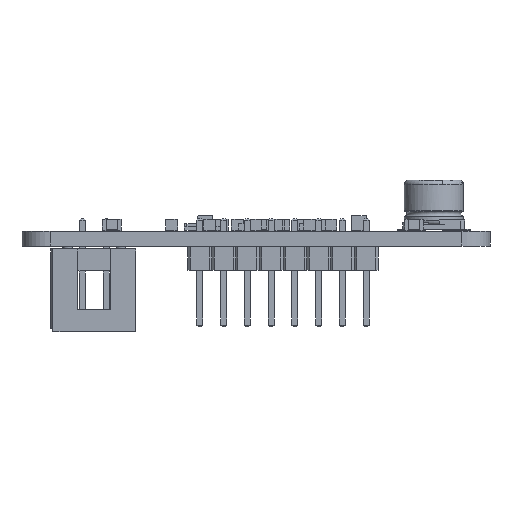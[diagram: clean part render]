
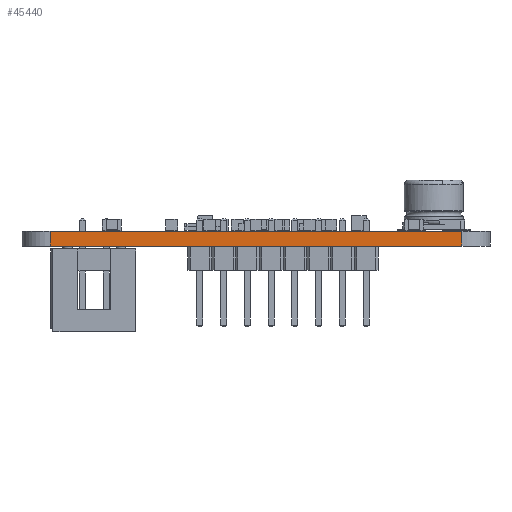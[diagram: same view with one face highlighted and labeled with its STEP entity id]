
A CAD part, front view. The second image highlights one B-rep face of the part: STEP entity #45440.
In plain terms, the highlighted planar face has unit normal (0, -1, 0).
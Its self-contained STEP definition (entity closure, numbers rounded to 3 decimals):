
#42440 = PLANE('',#42441);
#42441 = AXIS2_PLACEMENT_3D('',#42442,#42443,#42444);
#42442 = CARTESIAN_POINT('',(93.639,-113.097,1.6));
#42443 = DIRECTION('',(0.,0.,1.));
#42444 = DIRECTION('',(1.,0.,0.));
#42494 = PLANE('',#42495);
#42495 = AXIS2_PLACEMENT_3D('',#42496,#42497,#42498);
#42496 = CARTESIAN_POINT('',(93.639,-113.097,0.));
#42497 = DIRECTION('',(0.,0.,1.));
#42498 = DIRECTION('',(1.,0.,0.));
#42776 = VERTEX_POINT('',#42777);
#42777 = CARTESIAN_POINT('',(72.,-135.5,0.));
#42792 = CYLINDRICAL_SURFACE('',#42793,3.);
#42793 = AXIS2_PLACEMENT_3D('',#42794,#42795,#42796);
#42794 = CARTESIAN_POINT('',(72.,-132.5,0.));
#42795 = DIRECTION('',(0.,0.,-1.));
#42796 = DIRECTION('',(1.,0.,0.));
#42804 = EDGE_CURVE('',#42776,#42805,#42807,.T.);
#42805 = VERTEX_POINT('',#42806);
#42806 = CARTESIAN_POINT('',(116.,-135.5,0.));
#42807 = SURFACE_CURVE('',#42808,(#42812,#42819),.PCURVE_S1.);
#42808 = LINE('',#42809,#42810);
#42809 = CARTESIAN_POINT('',(72.,-135.5,0.));
#42810 = VECTOR('',#42811,1.);
#42811 = DIRECTION('',(1.,0.,0.));
#42812 = PCURVE('',#42494,#42813);
#42813 = DEFINITIONAL_REPRESENTATION('',(#42814),#42818);
#42814 = LINE('',#42815,#42816);
#42815 = CARTESIAN_POINT('',(-21.639,-22.403));
#42816 = VECTOR('',#42817,1.);
#42817 = DIRECTION('',(1.,0.));
#42818 = ( GEOMETRIC_REPRESENTATION_CONTEXT(2) 
PARAMETRIC_REPRESENTATION_CONTEXT() REPRESENTATION_CONTEXT('2D SPACE',''
  ) );
#42819 = PCURVE('',#42820,#42825);
#42820 = PLANE('',#42821);
#42821 = AXIS2_PLACEMENT_3D('',#42822,#42823,#42824);
#42822 = CARTESIAN_POINT('',(72.,-135.5,0.));
#42823 = DIRECTION('',(0.,1.,0.));
#42824 = DIRECTION('',(1.,0.,0.));
#42825 = DEFINITIONAL_REPRESENTATION('',(#42826),#42830);
#42826 = LINE('',#42827,#42828);
#42827 = CARTESIAN_POINT('',(0.,0.));
#42828 = VECTOR('',#42829,1.);
#42829 = DIRECTION('',(1.,0.));
#42830 = ( GEOMETRIC_REPRESENTATION_CONTEXT(2) 
PARAMETRIC_REPRESENTATION_CONTEXT() REPRESENTATION_CONTEXT('2D SPACE',''
  ) );
#42849 = CYLINDRICAL_SURFACE('',#42850,3.);
#42850 = AXIS2_PLACEMENT_3D('',#42851,#42852,#42853);
#42851 = CARTESIAN_POINT('',(116.,-132.5,0.));
#42852 = DIRECTION('',(0.,0.,-1.));
#42853 = DIRECTION('',(1.,0.,0.));
#44124 = VERTEX_POINT('',#44125);
#44125 = CARTESIAN_POINT('',(72.,-135.5,1.6));
#44147 = EDGE_CURVE('',#44124,#44148,#44150,.T.);
#44148 = VERTEX_POINT('',#44149);
#44149 = CARTESIAN_POINT('',(116.,-135.5,1.6));
#44150 = SURFACE_CURVE('',#44151,(#44155,#44162),.PCURVE_S1.);
#44151 = LINE('',#44152,#44153);
#44152 = CARTESIAN_POINT('',(72.,-135.5,1.6));
#44153 = VECTOR('',#44154,1.);
#44154 = DIRECTION('',(1.,0.,0.));
#44155 = PCURVE('',#42440,#44156);
#44156 = DEFINITIONAL_REPRESENTATION('',(#44157),#44161);
#44157 = LINE('',#44158,#44159);
#44158 = CARTESIAN_POINT('',(-21.639,-22.403));
#44159 = VECTOR('',#44160,1.);
#44160 = DIRECTION('',(1.,0.));
#44161 = ( GEOMETRIC_REPRESENTATION_CONTEXT(2) 
PARAMETRIC_REPRESENTATION_CONTEXT() REPRESENTATION_CONTEXT('2D SPACE',''
  ) );
#44162 = PCURVE('',#42820,#44163);
#44163 = DEFINITIONAL_REPRESENTATION('',(#44164),#44168);
#44164 = LINE('',#44165,#44166);
#44165 = CARTESIAN_POINT('',(0.,-1.6));
#44166 = VECTOR('',#44167,1.);
#44167 = DIRECTION('',(1.,0.));
#44168 = ( GEOMETRIC_REPRESENTATION_CONTEXT(2) 
PARAMETRIC_REPRESENTATION_CONTEXT() REPRESENTATION_CONTEXT('2D SPACE',''
  ) );
#45390 = EDGE_CURVE('',#42805,#44148,#45391,.T.);
#45391 = SURFACE_CURVE('',#45392,(#45396,#45403),.PCURVE_S1.);
#45392 = LINE('',#45393,#45394);
#45393 = CARTESIAN_POINT('',(116.,-135.5,0.));
#45394 = VECTOR('',#45395,1.);
#45395 = DIRECTION('',(0.,0.,1.));
#45396 = PCURVE('',#42849,#45397);
#45397 = DEFINITIONAL_REPRESENTATION('',(#45398),#45402);
#45398 = LINE('',#45399,#45400);
#45399 = CARTESIAN_POINT('',(-4.712,0.));
#45400 = VECTOR('',#45401,1.);
#45401 = DIRECTION('',(0.,-1.));
#45402 = ( GEOMETRIC_REPRESENTATION_CONTEXT(2) 
PARAMETRIC_REPRESENTATION_CONTEXT() REPRESENTATION_CONTEXT('2D SPACE',''
  ) );
#45403 = PCURVE('',#42820,#45404);
#45404 = DEFINITIONAL_REPRESENTATION('',(#45405),#45409);
#45405 = LINE('',#45406,#45407);
#45406 = CARTESIAN_POINT('',(44.,0.));
#45407 = VECTOR('',#45408,1.);
#45408 = DIRECTION('',(0.,-1.));
#45409 = ( GEOMETRIC_REPRESENTATION_CONTEXT(2) 
PARAMETRIC_REPRESENTATION_CONTEXT() REPRESENTATION_CONTEXT('2D SPACE',''
  ) );
#45419 = EDGE_CURVE('',#42776,#44124,#45420,.T.);
#45420 = SURFACE_CURVE('',#45421,(#45425,#45432),.PCURVE_S1.);
#45421 = LINE('',#45422,#45423);
#45422 = CARTESIAN_POINT('',(72.,-135.5,0.));
#45423 = VECTOR('',#45424,1.);
#45424 = DIRECTION('',(0.,0.,1.));
#45425 = PCURVE('',#42792,#45426);
#45426 = DEFINITIONAL_REPRESENTATION('',(#45427),#45431);
#45427 = LINE('',#45428,#45429);
#45428 = CARTESIAN_POINT('',(-4.712,0.));
#45429 = VECTOR('',#45430,1.);
#45430 = DIRECTION('',(0.,-1.));
#45431 = ( GEOMETRIC_REPRESENTATION_CONTEXT(2) 
PARAMETRIC_REPRESENTATION_CONTEXT() REPRESENTATION_CONTEXT('2D SPACE',''
  ) );
#45432 = PCURVE('',#42820,#45433);
#45433 = DEFINITIONAL_REPRESENTATION('',(#45434),#45438);
#45434 = LINE('',#45435,#45436);
#45435 = CARTESIAN_POINT('',(0.,0.));
#45436 = VECTOR('',#45437,1.);
#45437 = DIRECTION('',(0.,-1.));
#45438 = ( GEOMETRIC_REPRESENTATION_CONTEXT(2) 
PARAMETRIC_REPRESENTATION_CONTEXT() REPRESENTATION_CONTEXT('2D SPACE',''
  ) );
#45440 = ADVANCED_FACE('',(#45441),#42820,.F.);
#45441 = FACE_BOUND('',#45442,.F.);
#45442 = EDGE_LOOP('',(#45443,#45444,#45445,#45446));
#45443 = ORIENTED_EDGE('',*,*,#45419,.T.);
#45444 = ORIENTED_EDGE('',*,*,#44147,.T.);
#45445 = ORIENTED_EDGE('',*,*,#45390,.F.);
#45446 = ORIENTED_EDGE('',*,*,#42804,.F.);
